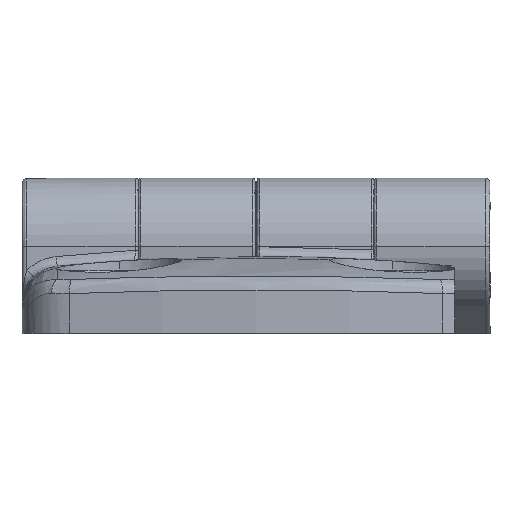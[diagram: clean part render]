
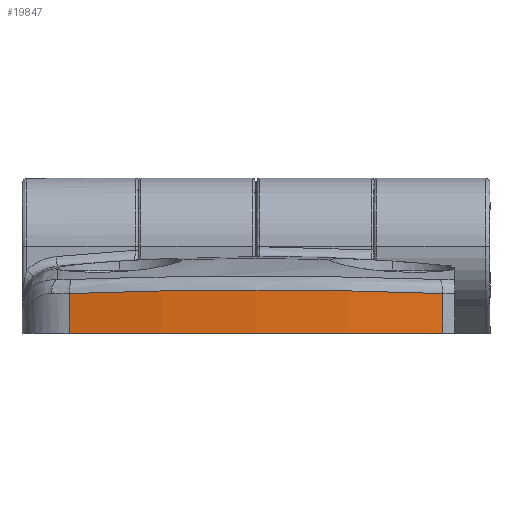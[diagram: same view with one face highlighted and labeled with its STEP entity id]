
A CAD part, top view. The second image highlights one B-rep face of the part: STEP entity #19847.
In plain terms, the highlighted cylindrical face has radius 100 mm (diameter 200 mm), a partial arc.
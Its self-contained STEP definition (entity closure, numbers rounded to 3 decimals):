
#693 = CARTESIAN_POINT ( 'NONE',  ( 10.336, 4.319, 25.465 ) ) ;
#1321 = CARTESIAN_POINT ( 'NONE',  ( -6.456, 4.377, 25.794 ) ) ;
#1555 = B_SPLINE_CURVE_WITH_KNOTS ( 'NONE', 3,
 ( #13036, #14696, #21418, #11422, #1321, #13092, #3006, #14774, #4693, #16452, #6381, #18141, #8075, #19824, #9816, #21489, #11496 ),
 .UNSPECIFIED., .F., .F.,
 ( 4, 2, 2, 1, 1, 1, 1, 1, 2, 2, 4 ),
 ( 0., 0.25, 0.375, 0.438, 0.469, 0.484, 0.492, 0.496, 0.498, 0.5, 1. ),
 .UNSPECIFIED. ) ;
#1633 = FACE_OUTER_BOUND ( 'NONE', #9269, .T. ) ;
#1696 = VERTEX_POINT ( 'NONE', #13227 ) ;
#2319 = CARTESIAN_POINT ( 'NONE',  ( 19.149, 4.064, 24.15 ) ) ;
#2392 = CARTESIAN_POINT ( 'NONE',  ( 9.781, 4.329, 25.521 ) ) ;
#3006 = CARTESIAN_POINT ( 'NONE',  ( -8.223, 4.354, 25.663 ) ) ;
#3322 = EDGE_CURVE ( 'NONE', #20907, #1696, #9773, .T. ) ;
#3773 = EDGE_CURVE ( 'NONE', #7487, #1696, #1555, .T. ) ;
#4070 = CARTESIAN_POINT ( 'NONE',  ( 9.648, 4.332, 25.533 ) ) ;
#4693 = CARTESIAN_POINT ( 'NONE',  ( -9.243, 4.338, 25.572 ) ) ;
#4813 = CARTESIAN_POINT ( 'NONE',  ( 19.149, 7.9, 24.149 ) ) ;
#5016 = CARTESIAN_POINT ( 'NONE',  ( 19.149, 4.064, 24.15 ) ) ;
#5776 = CARTESIAN_POINT ( 'NONE',  ( 9.607, 4.332, 25.537 ) ) ;
#5884 = VERTEX_POINT ( 'NONE', #17953 ) ;
#5977 = ORIENTED_EDGE ( 'NONE', *, *, #3773, .T. ) ;
#6274 = ORIENTED_EDGE ( 'NONE', *, *, #11720, .F. ) ;
#6381 = CARTESIAN_POINT ( 'NONE',  ( -9.497, 4.334, 25.548 ) ) ;
#6421 = DIRECTION ( 'NONE',  ( 0., 1., 0. ) ) ;
#7400 = CARTESIAN_POINT ( 'NONE',  ( 16.129, 4.177, 24.704 ) ) ;
#7474 = CARTESIAN_POINT ( 'NONE',  ( 3.295, 4.412, 26. ) ) ;
#7487 = VERTEX_POINT ( 'NONE', #18077 ) ;
#8045 = CARTESIAN_POINT ( 'NONE',  ( 0., 0., -74. ) ) ;
#8075 = CARTESIAN_POINT ( 'NONE',  ( -9.558, 4.333, 25.542 ) ) ;
#8565 = VECTOR ( 'NONE', #6421, 1000. ) ;
#9096 = LINE ( 'NONE', #4813, #8565 ) ;
#9112 = DIRECTION ( 'NONE',  ( 0., -1., 0. ) ) ;
#9113 = CARTESIAN_POINT ( 'NONE',  ( 12.93, 4.264, 25.164 ) ) ;
#9232 = VECTOR ( 'NONE', #21289, 1000. ) ;
#9269 = EDGE_LOOP ( 'NONE', ( #10593, #6274, #19003, #19972, #5977 ) ) ;
#9773 = LINE ( 'NONE', #9843, #9232 ) ;
#9775 = DIRECTION ( 'NONE',  ( 0., 0., -1. ) ) ;
#9816 = CARTESIAN_POINT ( 'NONE',  ( -12.989, 4.274, 25.212 ) ) ;
#9843 = CARTESIAN_POINT ( 'NONE',  ( -19.149, 16.02, 24.149 ) ) ;
#10192 = AXIS2_PLACEMENT_3D ( 'NONE', #8045, #19789, #9775 ) ;
#10593 = ORIENTED_EDGE ( 'NONE', *, *, #3322, .F. ) ;
#10813 = CARTESIAN_POINT ( 'NONE',  ( 11.071, 4.305, 25.387 ) ) ;
#11422 = CARTESIAN_POINT ( 'NONE',  ( -5.663, 4.386, 25.843 ) ) ;
#11496 = CARTESIAN_POINT ( 'NONE',  ( -19.149, 4.064, 24.15 ) ) ;
#11632 = B_SPLINE_CURVE_WITH_KNOTS ( 'NONE', 3,
 ( #2319, #14105, #7400, #19142, #9113, #20814, #10813, #693, #12492, #2392, #14162, #4070, #15851, #5776, #17536, #7474, #19223 ),
 .UNSPECIFIED., .F., .F.,
 ( 4, 2, 2, 1, 1, 1, 1, 1, 2, 2, 4 ),
 ( 0., 0.25, 0.375, 0.437, 0.469, 0.484, 0.492, 0.496, 0.498, 0.5, 1. ),
 .UNSPECIFIED. ) ;
#11720 = EDGE_CURVE ( 'NONE', #5884, #20907, #14608, .T. ) ;
#12492 = CARTESIAN_POINT ( 'NONE',  ( 9.966, 4.326, 25.502 ) ) ;
#12588 = VERTEX_POINT ( 'NONE', #5016 ) ;
#12973 = CYLINDRICAL_SURFACE ( 'NONE', #14346, 100. ) ;
#13036 = CARTESIAN_POINT ( 'NONE',  ( 0., 4.412, 26. ) ) ;
#13092 = CARTESIAN_POINT ( 'NONE',  ( -7.636, 4.362, 25.709 ) ) ;
#13227 = CARTESIAN_POINT ( 'NONE',  ( -19.149, 4.064, 24.15 ) ) ;
#14105 = CARTESIAN_POINT ( 'NONE',  ( 17.666, 4.124, 24.439 ) ) ;
#14162 = CARTESIAN_POINT ( 'NONE',  ( 9.688, 4.331, 25.53 ) ) ;
#14346 = AXIS2_PLACEMENT_3D ( 'NONE', #20813, #9112, #19222 ) ;
#14608 = CIRCLE ( 'NONE', #10192, 100. ) ;
#14696 = CARTESIAN_POINT ( 'NONE',  ( -1.645, 4.412, 26. ) ) ;
#14774 = CARTESIAN_POINT ( 'NONE',  ( -8.904, 4.344, 25.603 ) ) ;
#15286 = CARTESIAN_POINT ( 'NONE',  ( -19.149, 0., 24.149 ) ) ;
#15851 = CARTESIAN_POINT ( 'NONE',  ( 9.621, 4.332, 25.536 ) ) ;
#16452 = CARTESIAN_POINT ( 'NONE',  ( -9.413, 4.336, 25.556 ) ) ;
#17536 = CARTESIAN_POINT ( 'NONE',  ( 6.497, 4.386, 25.837 ) ) ;
#17953 = CARTESIAN_POINT ( 'NONE',  ( 19.149, 0., 24.149 ) ) ;
#18077 = CARTESIAN_POINT ( 'NONE',  ( 0., 4.412, 26. ) ) ;
#18141 = CARTESIAN_POINT ( 'NONE',  ( -9.534, 4.334, 25.545 ) ) ;
#18629 = EDGE_CURVE ( 'NONE', #5884, #12588, #9096, .T. ) ;
#19003 = ORIENTED_EDGE ( 'NONE', *, *, #18629, .T. ) ;
#19142 = CARTESIAN_POINT ( 'NONE',  ( 13.74, 4.244, 25.055 ) ) ;
#19222 = DIRECTION ( 'NONE',  ( 0., 0., -1. ) ) ;
#19223 = CARTESIAN_POINT ( 'NONE',  ( 0., 4.412, 26. ) ) ;
#19789 = DIRECTION ( 'NONE',  ( 0., -1., 0. ) ) ;
#19824 = CARTESIAN_POINT ( 'NONE',  ( -9.569, 4.333, 25.541 ) ) ;
#19847 = ADVANCED_FACE ( 'NONE', ( #1633 ), #12973, .T. ) ;
#19972 = ORIENTED_EDGE ( 'NONE', *, *, #20938, .T. ) ;
#20813 = CARTESIAN_POINT ( 'NONE',  ( 0., 7.9, -74. ) ) ;
#20814 = CARTESIAN_POINT ( 'NONE',  ( 11.694, 4.292, 25.315 ) ) ;
#20907 = VERTEX_POINT ( 'NONE', #15286 ) ;
#20938 = EDGE_CURVE ( 'NONE', #12588, #7487, #11632, .T. ) ;
#21289 = DIRECTION ( 'NONE',  ( 0., 1., 0. ) ) ;
#21418 = CARTESIAN_POINT ( 'NONE',  ( -3.267, 4.405, 25.959 ) ) ;
#21489 = CARTESIAN_POINT ( 'NONE',  ( -16.18, 4.185, 24.729 ) ) ;
